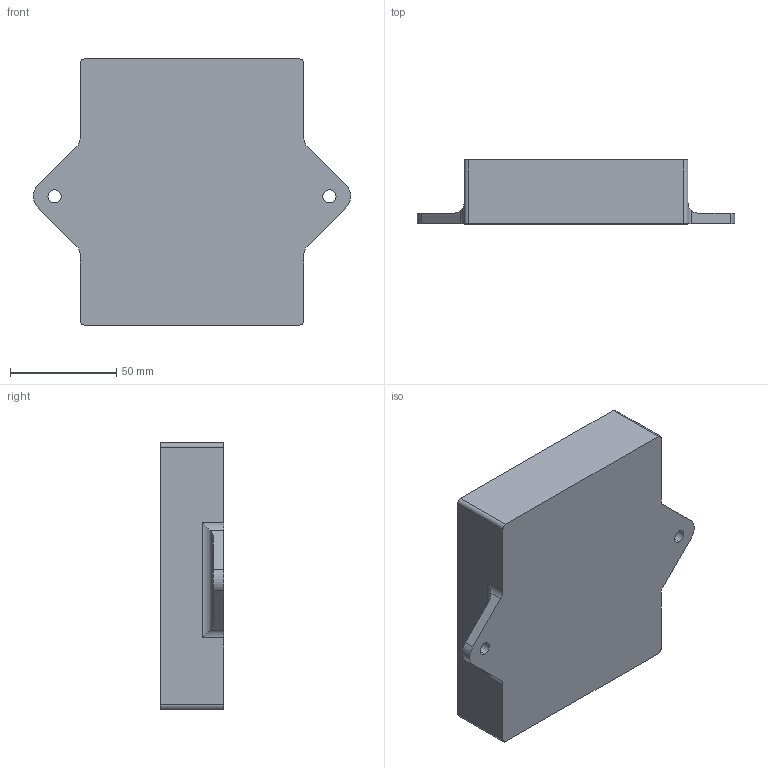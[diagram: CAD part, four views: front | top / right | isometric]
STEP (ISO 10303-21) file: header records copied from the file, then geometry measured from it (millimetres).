
FILE_DESCRIPTION (( 'STEP AP214' ), '1' );
FILE_NAME ('Case_BOT.STEP', '2024-07-28T10:22:05', ( '' ), ( '' ), 'SwSTEP 2.0', 'SolidWorks 2022', '' );
FILE_SCHEMA (( 'AUTOMOTIVE_DESIGN' ));
Length unit declared in the file: millimetre
Products named in the file (1): Case_BOT
Bounding box: 149.43 x 30 x 125.21 mm (x, y, z)
Volume: 76335.6 mm3; surface area: 53236.6 mm2
Topology: 1 solids, 1 shells, 114 faces, 268 edges, 176 vertices
Faces by surface type: cylinder 62, plane 44, torus 8
Entity records: 3358 total; most frequent: CARTESIAN_POINT 607, DIRECTION 606, ORIENTED_EDGE 536, EDGE_CURVE 268, AXIS2_PLACEMENT_3D 239, VERTEX_POINT 176, EDGE_LOOP 140, VECTOR 128
